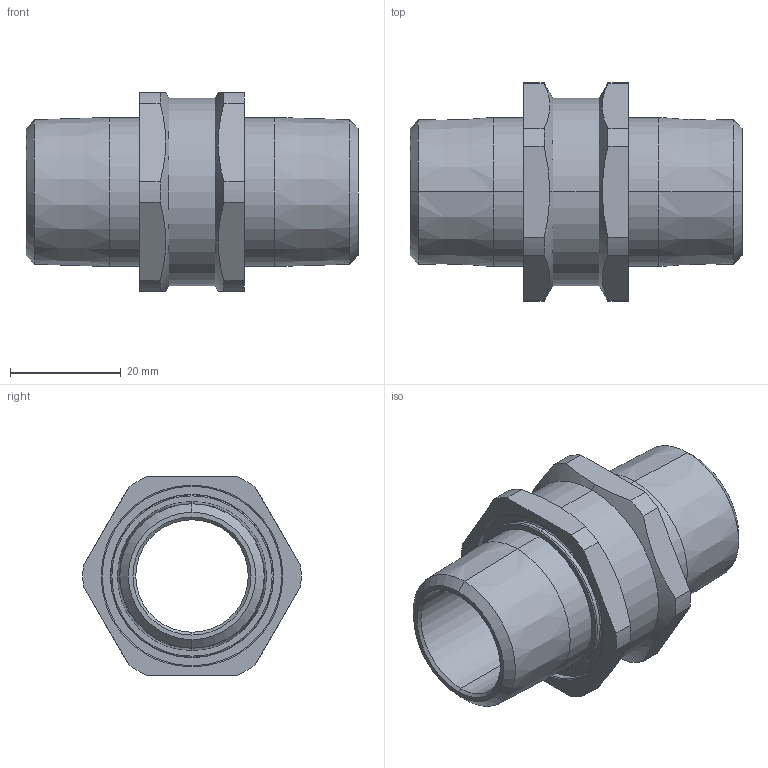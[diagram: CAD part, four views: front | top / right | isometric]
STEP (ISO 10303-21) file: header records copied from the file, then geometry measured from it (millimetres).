
FILE_DESCRIPTION (( 'STEP AP203' ), '1' );
FILE_NAME ('797DRT2MT2M4.STEP', '2016-09-15T10:57:08', ( '' ), ( '' ), 'SwSTEP 2.0', 'SolidWorks 2014', '' );
FILE_SCHEMA (( 'CONFIG_CONTROL_DESIGN' ));
Length unit declared in the file: millimetre
Products named in the file (1): 797DRT2MT2M4
Bounding box: 59.9 x 39.36 x 35.8 mm (x, y, z)
Volume: 21480.6 mm3; surface area: 11438.9 mm2
Topology: 1 solids, 1 shells, 86 faces, 200 edges, 122 vertices
Faces by surface type: cylinder 26, cone 24, plane 20, torus 16
Entity records: 2647 total; most frequent: CARTESIAN_POINT 545, DIRECTION 468, ORIENTED_EDGE 400, EDGE_CURVE 200, AXIS2_PLACEMENT_3D 197, VERTEX_POINT 122, CIRCLE 110, EDGE_LOOP 94
